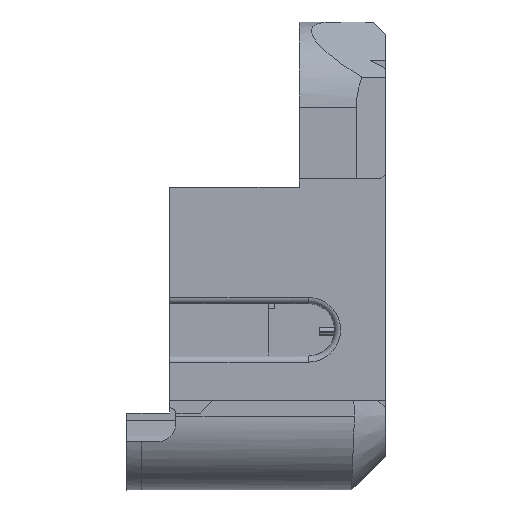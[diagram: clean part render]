
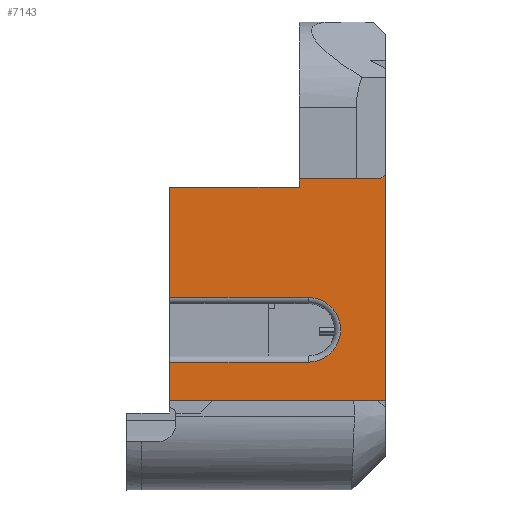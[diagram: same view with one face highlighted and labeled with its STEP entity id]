
A CAD part, left-side view. The second image highlights one B-rep face of the part: STEP entity #7143.
In plain terms, the highlighted planar face has unit normal (-1, 0, 0).
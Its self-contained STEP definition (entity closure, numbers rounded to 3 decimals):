
#474=CIRCLE('',#7728,5.24);
#812=FACE_OUTER_BOUND('',#1210,.T.);
#1210=EDGE_LOOP('',(#6300,#6301,#6302,#6303,#6304,#6305,#6306,#6307,#6308,
#6309));
#1586=LINE('',#10985,#2330);
#1611=LINE('',#11108,#2355);
#1615=LINE('',#11120,#2359);
#1917=LINE('',#12396,#2661);
#1931=LINE('',#12423,#2675);
#1938=LINE('',#12437,#2682);
#1946=LINE('',#12457,#2690);
#1947=LINE('',#12458,#2691);
#1948=LINE('',#12460,#2692);
#2330=VECTOR('',#8631,10.);
#2355=VECTOR('',#8684,10.);
#2359=VECTOR('',#8692,10.);
#2661=VECTOR('',#9338,10.);
#2675=VECTOR('',#9366,10.);
#2682=VECTOR('',#9379,10.);
#2690=VECTOR('',#9401,10.);
#2691=VECTOR('',#9402,10.);
#2692=VECTOR('',#9403,10.);
#3056=VERTEX_POINT('',#10982);
#3057=VERTEX_POINT('',#10984);
#3089=VERTEX_POINT('',#11107);
#3094=VERTEX_POINT('',#11117);
#3095=VERTEX_POINT('',#11119);
#3387=VERTEX_POINT('',#12393);
#3388=VERTEX_POINT('',#12395);
#3398=VERTEX_POINT('',#12436);
#3403=VERTEX_POINT('',#12456);
#3404=VERTEX_POINT('',#12459);
#3897=EDGE_CURVE('',#3057,#3056,#1586,.T.);
#3935=EDGE_CURVE('',#3089,#3057,#1611,.T.);
#3941=EDGE_CURVE('',#3095,#3094,#1615,.T.);
#4381=EDGE_CURVE('',#3388,#3387,#1917,.T.);
#4396=EDGE_CURVE('',#3387,#3095,#1931,.T.);
#4403=EDGE_CURVE('',#3089,#3398,#1938,.T.);
#4413=EDGE_CURVE('',#3056,#3403,#1946,.T.);
#4414=EDGE_CURVE('',#3388,#3403,#1947,.T.);
#4415=EDGE_CURVE('',#3404,#3094,#1948,.T.);
#4416=EDGE_CURVE('',#3398,#3404,#474,.T.);
#6300=ORIENTED_EDGE('',*,*,#3897,.T.);
#6301=ORIENTED_EDGE('',*,*,#4413,.T.);
#6302=ORIENTED_EDGE('',*,*,#4414,.F.);
#6303=ORIENTED_EDGE('',*,*,#4381,.T.);
#6304=ORIENTED_EDGE('',*,*,#4396,.T.);
#6305=ORIENTED_EDGE('',*,*,#3941,.T.);
#6306=ORIENTED_EDGE('',*,*,#4415,.F.);
#6307=ORIENTED_EDGE('',*,*,#4416,.F.);
#6308=ORIENTED_EDGE('',*,*,#4403,.F.);
#6309=ORIENTED_EDGE('',*,*,#3935,.T.);
#6775=PLANE('',#7727);
#7143=ADVANCED_FACE('',(#812),#6775,.F.);
#7727=AXIS2_PLACEMENT_3D('',#12455,#9399,#9400);
#7728=AXIS2_PLACEMENT_3D('',#12461,#9404,#9405);
#8631=DIRECTION('',(0.,-1.,0.));
#8684=DIRECTION('',(0.,0.,-1.));
#8692=DIRECTION('',(0.,0.,-1.));
#9338=DIRECTION('',(0.,0.,-1.));
#9366=DIRECTION('',(0.,1.,0.));
#9379=DIRECTION('',(0.,-1.,0.));
#9399=DIRECTION('center_axis',(1.,0.,0.));
#9400=DIRECTION('ref_axis',(0.,1.,0.));
#9401=DIRECTION('',(0.,0.,1.));
#9402=DIRECTION('',(0.,-1.,0.));
#9403=DIRECTION('',(0.,1.,0.));
#9404=DIRECTION('center_axis',(-1.,0.,0.));
#9405=DIRECTION('ref_axis',(0.,-1.,0.));
#10982=CARTESIAN_POINT('',(129.273,-155.939,67.872));
#10984=CARTESIAN_POINT('',(129.273,-120.937,67.872));
#10985=CARTESIAN_POINT('',(129.273,-145.939,67.872));
#11107=CARTESIAN_POINT('',(129.273,-120.937,74.132));
#11108=CARTESIAN_POINT('',(129.273,-120.937,65.672));
#11117=CARTESIAN_POINT('',(129.273,-120.937,84.612));
#11119=CARTESIAN_POINT('',(129.273,-120.937,102.522));
#11120=CARTESIAN_POINT('',(129.273,-120.937,83.872));
#12393=CARTESIAN_POINT('',(129.273,-141.939,102.522));
#12395=CARTESIAN_POINT('',(129.273,-141.939,105.872));
#12396=CARTESIAN_POINT('',(129.273,-141.939,112.261));
#12423=CARTESIAN_POINT('',(129.273,-143.689,102.522));
#12436=CARTESIAN_POINT('',(129.273,-143.439,74.132));
#12437=CARTESIAN_POINT('',(129.273,-148.689,74.132));
#12455=CARTESIAN_POINT('Origin',(129.273,-155.939,65.872));
#12456=CARTESIAN_POINT('',(129.273,-155.939,105.872));
#12457=CARTESIAN_POINT('',(129.273,-155.939,78.462));
#12458=CARTESIAN_POINT('',(129.273,-155.139,105.872));
#12459=CARTESIAN_POINT('',(129.273,-143.439,84.612));
#12460=CARTESIAN_POINT('',(129.273,-136.438,84.612));
#12461=CARTESIAN_POINT('Origin',(129.273,-143.439,79.372));
